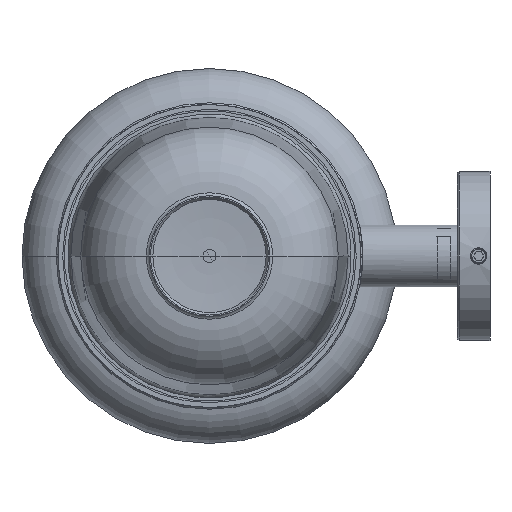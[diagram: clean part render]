
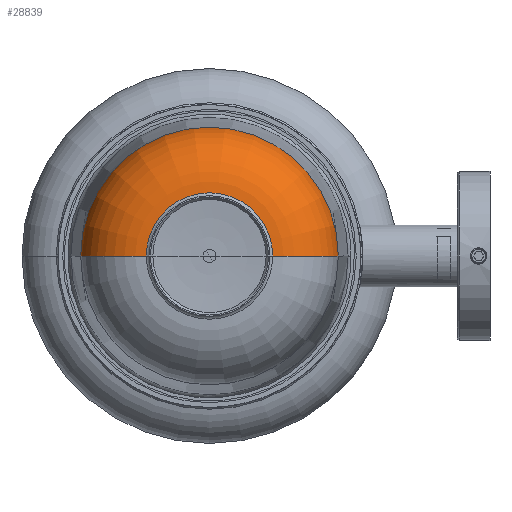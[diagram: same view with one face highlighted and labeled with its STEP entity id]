
A CAD part, left-side view. The second image highlights one B-rep face of the part: STEP entity #28839.
In plain terms, the highlighted toroidal (fillet/blend) face has major radius 19.517 mm and minor radius 20 mm.
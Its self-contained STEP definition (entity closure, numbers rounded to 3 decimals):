
#428 = ORIENTED_EDGE ( 'NONE', *, *, #13482, .F. ) ;
#742 = ORIENTED_EDGE ( 'NONE', *, *, #6719, .F. ) ;
#1377 = ORIENTED_EDGE ( 'NONE', *, *, #29556, .T. ) ;
#1812 = CIRCLE ( 'NONE', #27920, 39.5 ) ;
#2087 = CARTESIAN_POINT ( 'NONE',  ( 0., -90.82, 0. ) ) ;
#2809 = CIRCLE ( 'NONE', #30460, 19.384 ) ;
#3358 = DIRECTION ( 'NONE',  ( -1., 0., 0. ) ) ;
#3845 = DIRECTION ( 'NONE',  ( 1., 0., 0. ) ) ;
#4166 = AXIS2_PLACEMENT_3D ( 'NONE', #25285, #48434, #21204 ) ;
#4728 = CARTESIAN_POINT ( 'NONE',  ( 0., -110., 0. ) ) ;
#4738 = TOROIDAL_SURFACE ( 'NONE', #4166, 19.517, 20. ) ;
#6719 = EDGE_CURVE ( 'NONE', #32991, #45105, #1812, .T. ) ;
#6977 = AXIS2_PLACEMENT_3D ( 'NONE', #34587, #30555, #3845 ) ;
#7535 = EDGE_LOOP ( 'NONE', ( #1377, #50103, #742, #428 ) ) ;
#8868 = CARTESIAN_POINT ( 'NONE',  ( -39.5, -90.82, 0. ) ) ;
#10173 = DIRECTION ( 'NONE',  ( -1., 0., 0. ) ) ;
#10458 = CARTESIAN_POINT ( 'NONE',  ( -19.517, -90., 0. ) ) ;
#11258 = VERTEX_POINT ( 'NONE', #31670 ) ;
#13482 = EDGE_CURVE ( 'NONE', #11258, #32991, #42726, .T. ) ;
#15091 = CARTESIAN_POINT ( 'NONE',  ( 39.5, -90.82, 0. ) ) ;
#19828 = FACE_OUTER_BOUND ( 'NONE', #7535, .T. ) ;
#20253 = CIRCLE ( 'NONE', #6977, 20. ) ;
#21204 = DIRECTION ( 'NONE',  ( -1., 0., 0. ) ) ;
#25285 = CARTESIAN_POINT ( 'NONE',  ( 0., -90., 0. ) ) ;
#25376 = DIRECTION ( 'NONE',  ( 0., 1., 0. ) ) ;
#27702 = DIRECTION ( 'NONE',  ( 0., 1., 0. ) ) ;
#27920 = AXIS2_PLACEMENT_3D ( 'NONE', #2087, #25376, #10173 ) ;
#28839 = ADVANCED_FACE ( 'NONE', ( #19828 ), #4738, .T. ) ;
#29556 = EDGE_CURVE ( 'NONE', #11258, #43326, #2809, .T. ) ;
#30460 = AXIS2_PLACEMENT_3D ( 'NONE', #4728, #27702, #31072 ) ;
#30555 = DIRECTION ( 'NONE',  ( 0., 0., 1. ) ) ;
#31072 = DIRECTION ( 'NONE',  ( -1., 0., 0. ) ) ;
#31670 = CARTESIAN_POINT ( 'NONE',  ( -19.384, -110., 0. ) ) ;
#32991 = VERTEX_POINT ( 'NONE', #8868 ) ;
#34587 = CARTESIAN_POINT ( 'NONE',  ( 19.517, -90., 0. ) ) ;
#36858 = EDGE_CURVE ( 'NONE', #43326, #45105, #20253, .T. ) ;
#42726 = CIRCLE ( 'NONE', #47177, 20. ) ;
#43326 = VERTEX_POINT ( 'NONE', #44319 ) ;
#44319 = CARTESIAN_POINT ( 'NONE',  ( 19.384, -110., 0. ) ) ;
#45105 = VERTEX_POINT ( 'NONE', #15091 ) ;
#45252 = DIRECTION ( 'NONE',  ( 0., 0., -1. ) ) ;
#47177 = AXIS2_PLACEMENT_3D ( 'NONE', #10458, #45252, #3358 ) ;
#48434 = DIRECTION ( 'NONE',  ( 0., 1., 0. ) ) ;
#50103 = ORIENTED_EDGE ( 'NONE', *, *, #36858, .T. ) ;
